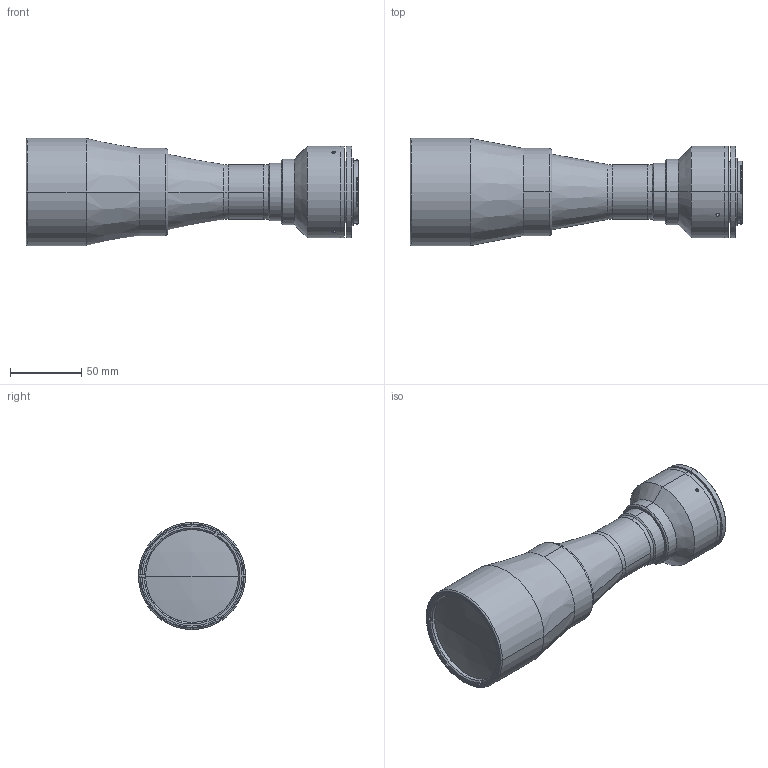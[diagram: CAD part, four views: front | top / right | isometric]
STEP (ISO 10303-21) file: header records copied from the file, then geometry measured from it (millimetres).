
FILE_DESCRIPTION (( 'STEP AP214' ), '1' );
FILE_NAME ('TC4M048HR-F.STEP', '2014-06-04T07:39:08', ( 'piermario' ), ( '' ), 'SwSTEP 2.0', 'SolidWorks 2013', '' );
FILE_SCHEMA (( 'AUTOMOTIVE_DESIGN' ));
Length unit declared in the file: millimetre
Products named in the file (1): TC4M048HR-F
Bounding box: 232.4 x 75 x 75 mm (x, y, z)
Surface area: 66230.5 mm2 (no closed solid volume)
Topology: 0 solids, 9 shells, 114 faces, 309 edges, 204 vertices
Faces by surface type: cylinder 51, plane 29, cone 26, torus 6, sphere 2
Entity records: 5115 total; most frequent: CARTESIAN_POINT 892, DIRECTION 680, ORIENTED_EDGE 534, EDGE_CURVE 309, AXIS2_PLACEMENT_3D 280, VERTEX_POINT 204, CIRCLE 165, EDGE_LOOP 135
